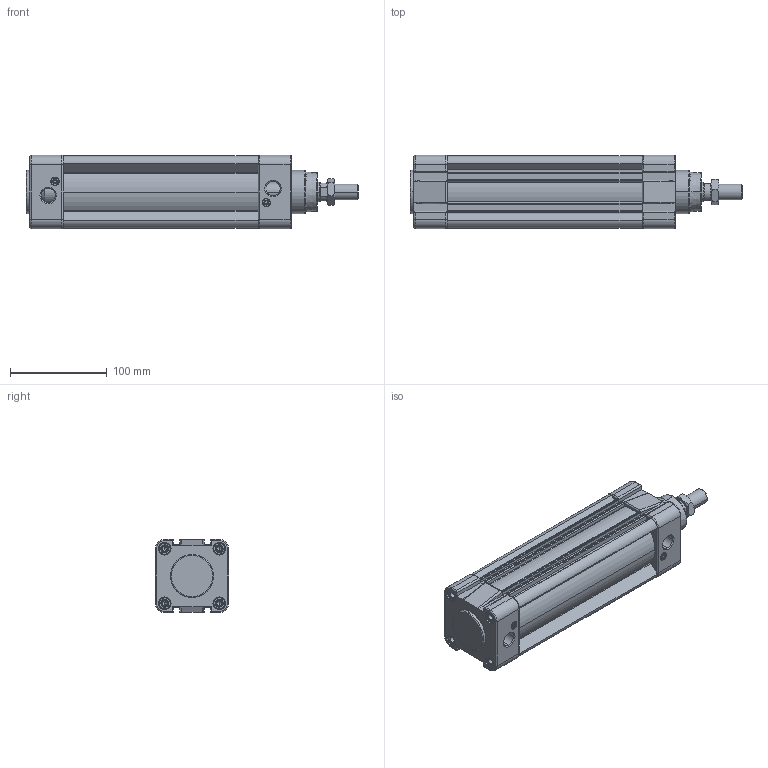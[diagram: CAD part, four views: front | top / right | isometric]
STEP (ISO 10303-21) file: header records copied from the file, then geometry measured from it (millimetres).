
FILE_DESCRIPTION (( 'STEP AP214' ), '1' );
FILE_NAME ('DMC-A 63x150-RC CYLINDER.STEP', '2022-03-25T13:20:23', ( '' ), ( '' ), 'SwSTEP 2.0', 'SolidWorks 2018', '' );
FILE_SCHEMA (( 'AUTOMOTIVE_DESIGN' ));
Length unit declared in the file: millimetre
Products named in the file (23): DMC-A 63  ORTA PÝSTON; ISO 50-63 YASTIKLAMA SOMUNU; ISO 63 M尳; ISO  63  ARKA  KAPAK STANDART; ÇAP 63  ORÝNG; ÇAP 20  POM BOÐAZ KEÇEK; ÇAP 50-63   YASTIK KEÇESÝ; DMCA-RC  63 烰 KAPAK; ORTA PÝSTON ORÝNGÝ; DMC-A 63x150-RC CYLINDER; ÇAP 20  PU 85 BOÐAZ KEÇEK; ÇAP 63  YAST. PLASTÝÐÝ  (YENÝ); ISO 63 YASTIKLAMA VÝDASI; DMC 63  BORU; 63  YASTIK VÝD. ORÝNGÝ; MIKNATIS; 63  YAT. BANDI; K59-063  ORTA PÝSTON KEÇESÝ; M16x1,5  M尳 SOMUNU; 20x23x25  CSB  BURÇ; 63 YAST.PLASTÝÐÝ DÝÞLÝSÝ; ISO 50 CÝVATA; circlip for bores normal_din_Circlip DIN 472 - 32 x 1.2
Assembly tree (38 placements, depth 2):
  DMC-A 63x150-RC CYLINDER
    ISO  63  ARKA  KAPAK STANDART
    DMC 63  BORU
    ÇAP 63  ORÝNG  x2
    ÇAP 50-63   YASTIK KEÇESÝ  x2
    DMCA-RC  63 烰 KAPAK
    20x23x25  CSB  BURÇ
    DMC-A 63  ORTA PÝSTON  x2
    ORTA PÝSTON ORÝNGÝ
    MIKNATIS  x2
    ISO 63 M尳
    ÇAP 63  YAST. PLASTÝÐÝ  (YENÝ)  x2
    63 YAST.PLASTÝÐÝ DÝÞLÝSÝ
    K59-063  ORTA PÝSTON KEÇESÝ  x2
    ISO 50-63 YASTIKLAMA SOMUNU  x2
    ISO 63 YASTIKLAMA VÝDASI  x2
    63  YASTIK VÝD. ORÝNGÝ  x2
    ISO 50 CÝVATA  x8
    63  YAT. BANDI
    M16x1,5  M尳 SOMUNU
    ÇAP 20  PU 85 BOÐAZ KEÇEK
    ÇAP 20  POM BOÐAZ KEÇEK
    circlip for bores normal_din_Circlip DIN 472 - 32 x 1.2
Bounding box: 344 x 76 x 76 mm (x, y, z)
Volume: 775114.4 mm3; surface area: 340768.9 mm2
Topology: 38 solids, 38 shells, 1516 faces, 3549 edges, 2152 vertices
Faces by surface type: cylinder 510, plane 482, cone 256, torus 220, sphere 40, bspline 8
Entity records: 34823 total; most frequent: CARTESIAN_POINT 7341, DIRECTION 5999, ORIENTED_EDGE 5170, EDGE_CURVE 2585, AXIS2_PLACEMENT_3D 2482, VERTEX_POINT 1578, CIRCLE 1349, EDGE_LOOP 1223
